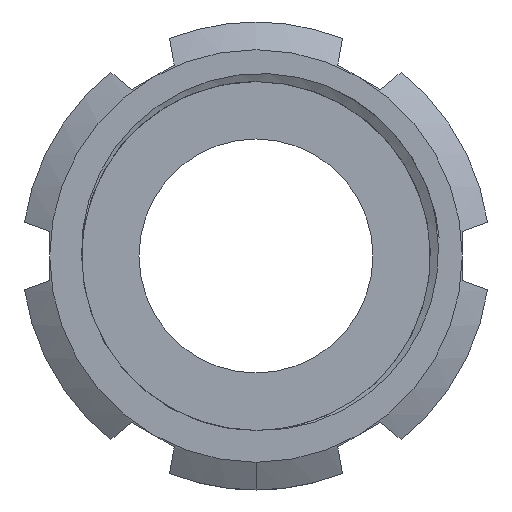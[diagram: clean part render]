
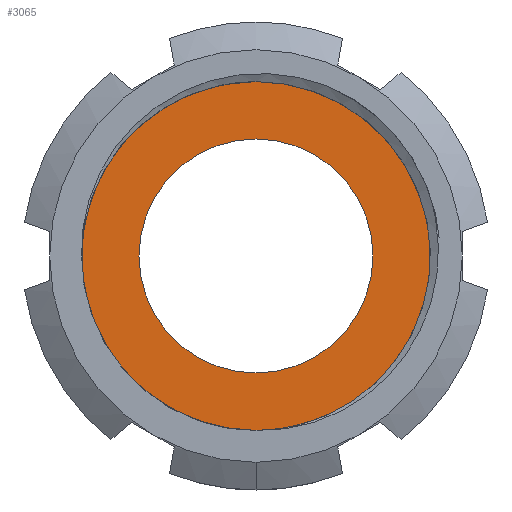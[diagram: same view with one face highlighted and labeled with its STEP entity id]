
A CAD part, left-side view. The second image highlights one B-rep face of the part: STEP entity #3065.
In plain terms, the highlighted planar face has unit normal (-1, 0, 0).
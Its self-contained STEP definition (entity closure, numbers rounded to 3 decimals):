
#35 = CIRCLE ( 'NONE', #4840, 9.5 ) ;
#88 = FACE_OUTER_BOUND ( 'NONE', #3023, .T. ) ;
#142 = CIRCLE ( 'NONE', #4834, 9.5 ) ;
#325 = CARTESIAN_POINT ( 'NONE',  ( 6., 0., -9.5 ) ) ;
#350 = CARTESIAN_POINT ( 'NONE',  ( 6., 0., 9.5 ) ) ;
#404 = DIRECTION ( 'NONE',  ( -1., 0., 0. ) ) ;
#899 = DIRECTION ( 'NONE',  ( 0., 0., -1. ) ) ;
#1084 = DIRECTION ( 'NONE',  ( 0., 0., 1. ) ) ;
#1117 = DIRECTION ( 'NONE',  ( 0., 0., 1. ) ) ;
#1129 = AXIS2_PLACEMENT_3D ( 'NONE', #2929, #1248, #899 ) ;
#1248 = DIRECTION ( 'NONE',  ( 1., 0., 0. ) ) ;
#1308 = PLANE ( 'NONE',  #1129 ) ;
#1388 = DIRECTION ( 'NONE',  ( -1., 0., 0. ) ) ;
#1407 = VERTEX_POINT ( 'NONE', #325 ) ;
#1409 = CARTESIAN_POINT ( 'NONE',  ( 6., 0., 0. ) ) ;
#1554 = VERTEX_POINT ( 'NONE', #350 ) ;
#1644 = CIRCLE ( 'NONE', #3597, 15.959 ) ;
#1792 = FACE_BOUND ( 'NONE', #4250, .T. ) ;
#2030 = DIRECTION ( 'NONE',  ( 0., 0., 1. ) ) ;
#2079 = ORIENTED_EDGE ( 'NONE', *, *, #5039, .T. ) ;
#2428 = CARTESIAN_POINT ( 'NONE',  ( 6., 0., 0. ) ) ;
#2618 = ORIENTED_EDGE ( 'NONE', *, *, #3349, .T. ) ;
#2907 = DIRECTION ( 'NONE',  ( 0., 0., 1. ) ) ;
#2909 = EDGE_CURVE ( 'NONE', #1554, #1407, #142, .T. ) ;
#2929 = CARTESIAN_POINT ( 'NONE',  ( 6., 9.5, 0. ) ) ;
#3002 = CARTESIAN_POINT ( 'NONE',  ( 6., 0., 0. ) ) ;
#3023 = EDGE_LOOP ( 'NONE', ( #2618, #2079 ) ) ;
#3065 = ADVANCED_FACE ( 'NONE', ( #1792, #88 ), #1308, .F. ) ;
#3092 = CARTESIAN_POINT ( 'NONE',  ( 6., 0., -15.959 ) ) ;
#3243 = VERTEX_POINT ( 'NONE', #4681 ) ;
#3349 = EDGE_CURVE ( 'NONE', #3243, #4206, #1644, .T. ) ;
#3353 = CARTESIAN_POINT ( 'NONE',  ( 6., 0., 0. ) ) ;
#3437 = DIRECTION ( 'NONE',  ( -1., 0., 0. ) ) ;
#3597 = AXIS2_PLACEMENT_3D ( 'NONE', #3002, #1388, #1117 ) ;
#3815 = DIRECTION ( 'NONE',  ( -1., 0., 0. ) ) ;
#4004 = CIRCLE ( 'NONE', #4502, 15.959 ) ;
#4048 = EDGE_CURVE ( 'NONE', #1407, #1554, #35, .T. ) ;
#4072 = ORIENTED_EDGE ( 'NONE', *, *, #2909, .F. ) ;
#4206 = VERTEX_POINT ( 'NONE', #3092 ) ;
#4250 = EDGE_LOOP ( 'NONE', ( #4072, #4931 ) ) ;
#4502 = AXIS2_PLACEMENT_3D ( 'NONE', #2428, #404, #2030 ) ;
#4681 = CARTESIAN_POINT ( 'NONE',  ( 6., 0., 15.959 ) ) ;
#4834 = AXIS2_PLACEMENT_3D ( 'NONE', #1409, #3815, #1084 ) ;
#4840 = AXIS2_PLACEMENT_3D ( 'NONE', #3353, #3437, #2907 ) ;
#4931 = ORIENTED_EDGE ( 'NONE', *, *, #4048, .F. ) ;
#5039 = EDGE_CURVE ( 'NONE', #4206, #3243, #4004, .T. ) ;
